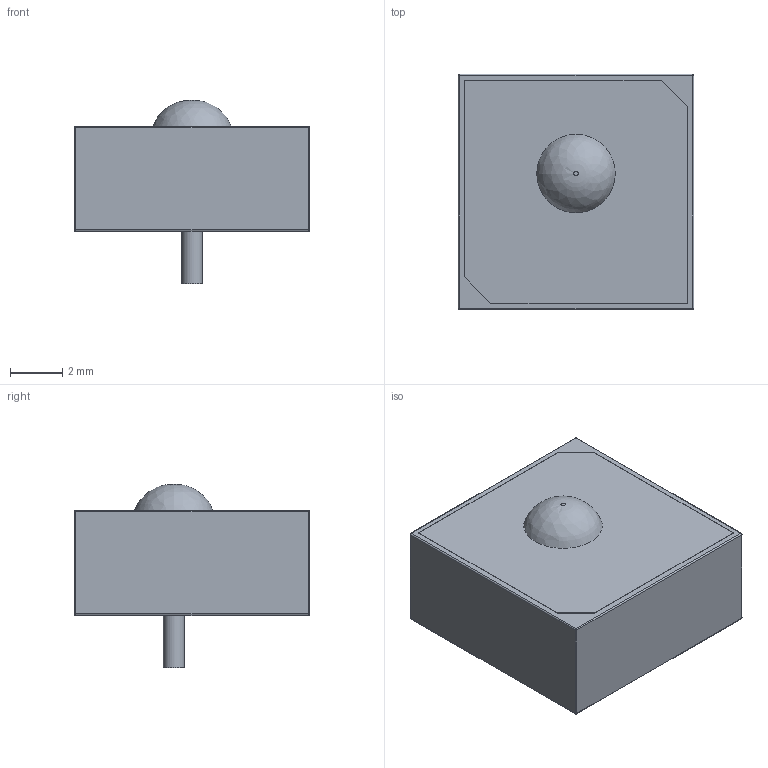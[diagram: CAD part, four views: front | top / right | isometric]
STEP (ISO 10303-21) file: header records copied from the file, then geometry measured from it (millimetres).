
FILE_DESCRIPTION(/* description */ (''),/* implementation_level */ '2;1');
FILE_NAME(/* name */ 'JLT1575S09P4D v2.step',/* time_stamp */ '2023-05-02T15:52:47+03:00',/* author */ (''),/* organization */ (''),/* preprocessor_version */ 'ST-DEVELOPER v19.2',/* originating_system */ 'Autodesk Translation Framework v12.4.0.73',/* authorisation */ '');
FILE_SCHEMA (('AUTOMOTIVE_DESIGN { 1 0 10303 214 3 1 1 }'));
Length unit declared in the file: millimetre
Products named in the file (1): JLT1575S09P4D
Bounding box: 9 x 9 x 7 mm (x, y, z)
Volume: 330.6 mm3; surface area: 609.1 mm2
Topology: 5 solids, 5 shells, 47 faces, 87 edges, 50 vertices
Faces by surface type: plane 24, cylinder 14, sphere 8, bspline 1
Full cylindrical faces by diameter (mm): 0.8 x1, 2 x1
Entity records: 1216 total; most frequent: DIRECTION 212, CARTESIAN_POINT 211, ORIENTED_EDGE 174, EDGE_CURVE 87, AXIS2_PLACEMENT_3D 78, LINE 56, VECTOR 56, VERTEX_POINT 50
